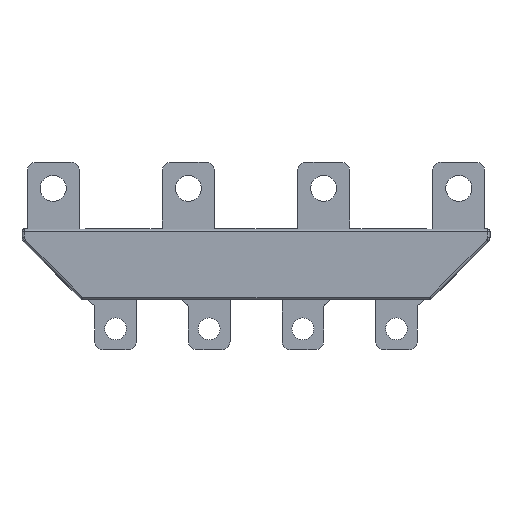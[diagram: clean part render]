
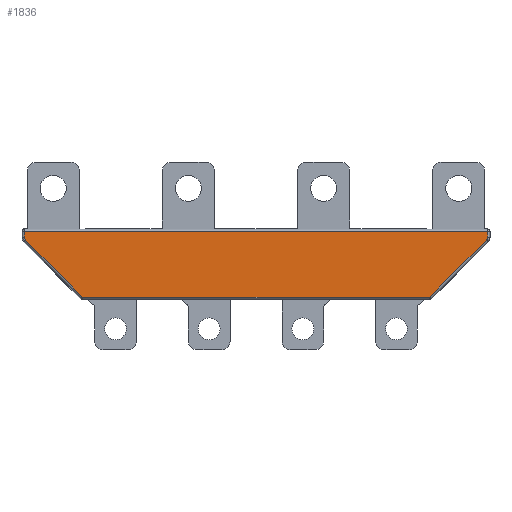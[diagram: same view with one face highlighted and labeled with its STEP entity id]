
A CAD part, top view. The second image highlights one B-rep face of the part: STEP entity #1836.
In plain terms, the highlighted planar face has unit normal (0, 0, 1).
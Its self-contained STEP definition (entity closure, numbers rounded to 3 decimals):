
#1670=ELLIPSE('',#12301,2.,2.);
#1686=ELLIPSE('',#12336,2.,2.);
#1836=ADVANCED_FACE('PLAN_FACE7',(#2777),#2463,.T.);
#2463=PLANE('',#12337);
#2777=FACE_OUTER_BOUND('',#3398,.T.);
#3398=EDGE_LOOP('',(#4408,#4409,#4410,#4411,#4412,#4413,#4414,#4415));
#4408=ORIENTED_EDGE('',*,*,#9005,.T.);
#4409=ORIENTED_EDGE('',*,*,#9064,.T.);
#4410=ORIENTED_EDGE('',*,*,#9065,.T.);
#4411=ORIENTED_EDGE('',*,*,#9066,.T.);
#4412=ORIENTED_EDGE('',*,*,#9067,.T.);
#4413=ORIENTED_EDGE('',*,*,#9068,.T.);
#4414=ORIENTED_EDGE('',*,*,#9069,.T.);
#4415=ORIENTED_EDGE('',*,*,#9070,.T.);
#7775=VERTEX_POINT('',#16705);
#7777=VERTEX_POINT('',#16709);
#7778=VERTEX_POINT('',#16724);
#7832=VERTEX_POINT('',#16852);
#7833=VERTEX_POINT('',#16854);
#7834=VERTEX_POINT('',#16856);
#7835=VERTEX_POINT('',#16858);
#7836=VERTEX_POINT('',#16860);
#9005=EDGE_CURVE('',#7775,#7777,#1670,.T.);
#9064=EDGE_CURVE('',#7777,#7832,#10770,.T.);
#9065=EDGE_CURVE('',#7832,#7833,#10771,.T.);
#9066=EDGE_CURVE('',#7833,#7834,#10772,.T.);
#9067=EDGE_CURVE('',#7834,#7835,#1686,.T.);
#9068=EDGE_CURVE('',#7835,#7836,#10773,.T.);
#9069=EDGE_CURVE('',#7836,#7778,#10774,.T.);
#9070=EDGE_CURVE('',#7778,#7775,#10775,.T.);
#10770=LINE('',#16851,#11555);
#10771=LINE('',#16853,#11556);
#10772=LINE('',#16855,#11557);
#10773=LINE('',#16859,#11558);
#10774=LINE('',#16861,#11559);
#10775=LINE('',#16862,#11560);
#11555=VECTOR('',#13765,1.);
#11556=VECTOR('',#13766,1.);
#11557=VECTOR('',#13767,1.);
#11558=VECTOR('',#13770,1.);
#11559=VECTOR('',#13771,1.);
#11560=VECTOR('',#13772,1.);
#12301=AXIS2_PLACEMENT_3D('',#16710,#13655,#13656);
#12336=AXIS2_PLACEMENT_3D('',#16857,#13768,#13769);
#12337=AXIS2_PLACEMENT_3D('',#16863,#13773,#13774);
#13655=DIRECTION('',(0.,0.,1.));
#13656=DIRECTION('',(0.924,-0.383,0.));
#13765=DIRECTION('',(0.,1.,0.));
#13766=DIRECTION('',(-1.,0.,0.));
#13767=DIRECTION('',(0.,-1.,0.));
#13768=DIRECTION('',(0.,0.,1.));
#13769=DIRECTION('',(-0.924,-0.383,0.));
#13770=DIRECTION('',(0.707,-0.707,0.));
#13771=DIRECTION('',(1.,0.,0.));
#13772=DIRECTION('',(0.707,0.707,0.));
#13773=DIRECTION('',(0.,0.,1.));
#13774=DIRECTION('',(1.,0.,0.));
#16705=CARTESIAN_POINT('',(110.713,14.585,12.5));
#16709=CARTESIAN_POINT('',(111.299,15.999,12.5));
#16710=CARTESIAN_POINT('',(109.299,16.,12.5));
#16724=CARTESIAN_POINT('',(83.329,-12.799,12.5));
#16851=CARTESIAN_POINT('',(111.299,0.,12.5));
#16852=CARTESIAN_POINT('',(111.299,18.799,12.5));
#16853=CARTESIAN_POINT('',(62.5,18.799,12.5));
#16854=CARTESIAN_POINT('',(-111.299,18.799,12.5));
#16855=CARTESIAN_POINT('',(-111.299,-2.,12.5));
#16856=CARTESIAN_POINT('',(-111.299,15.999,12.5));
#16857=CARTESIAN_POINT('',(-109.299,16.,12.5));
#16858=CARTESIAN_POINT('',(-110.713,14.585,12.5));
#16859=CARTESIAN_POINT('',(-58.064,-38.064,12.5));
#16860=CARTESIAN_POINT('',(-83.329,-12.799,12.5));
#16861=CARTESIAN_POINT('',(62.5,-12.799,12.5));
#16862=CARTESIAN_POINT('',(39.514,-56.614,12.5));
#16863=CARTESIAN_POINT('',(-22.,-2.,12.5));
